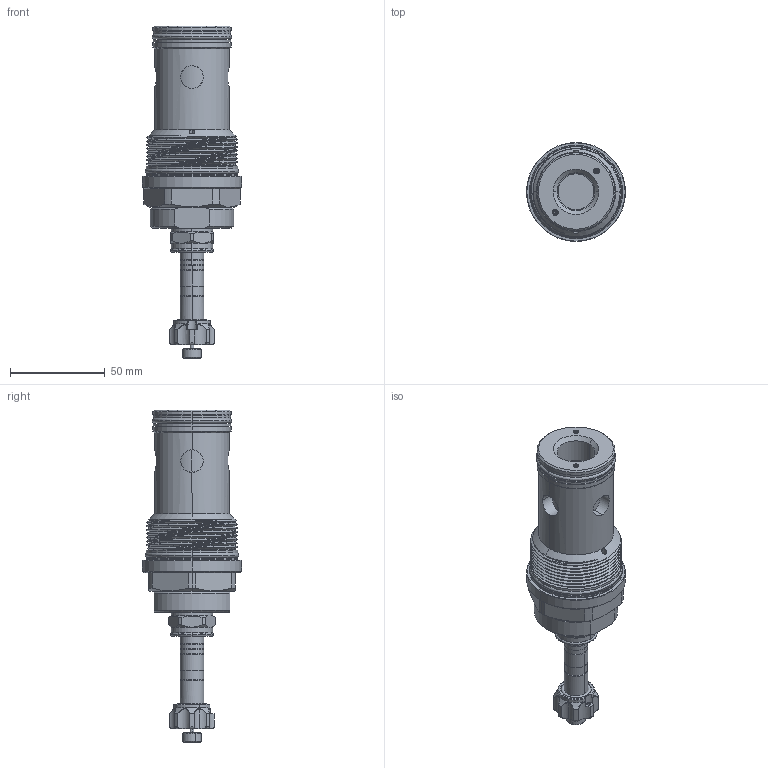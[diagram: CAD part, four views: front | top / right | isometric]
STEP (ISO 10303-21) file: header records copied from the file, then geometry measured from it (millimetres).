
FILE_DESCRIPTION (( 'STEP AP203' ), '1' );
FILE_NAME ('EP18A2A31P95.STEP', '2020-03-31T06:32:14', ( '' ), ( '' ), 'SwSTEP 2.0', 'SolidWorks 2018', '' );
FILE_SCHEMA (( 'CONFIG_CONTROL_DESIGN' ));
Length unit declared in the file: millimetre
Products named in the file (1): EP18A2A31P95
Bounding box: 52.37 x 52.37 x 175.6 mm (x, y, z)
Volume: 163788 mm3; surface area: 33023.6 mm2
Topology: 11 solids, 11 shells, 442 faces, 1048 edges, 640 vertices
Faces by surface type: cylinder 189, cone 85, plane 72, torus 51, bspline 41, sphere 4
Entity records: 18864 total; most frequent: CARTESIAN_POINT 8974, ORIENTED_EDGE 2072, DIRECTION 2058, EDGE_CURVE 1036, AXIS2_PLACEMENT_3D 862, VERTEX_POINT 634, EDGE_LOOP 474, CIRCLE 460
